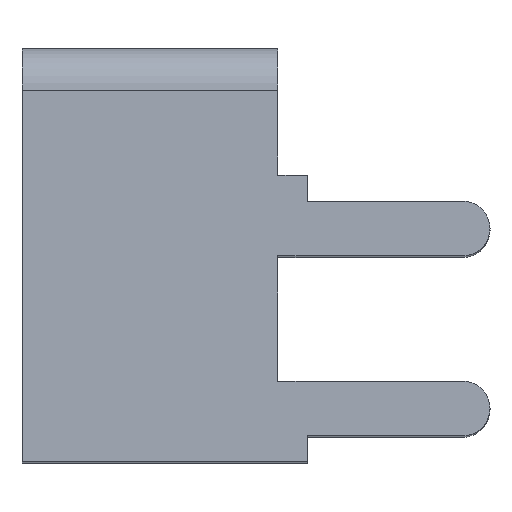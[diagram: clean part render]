
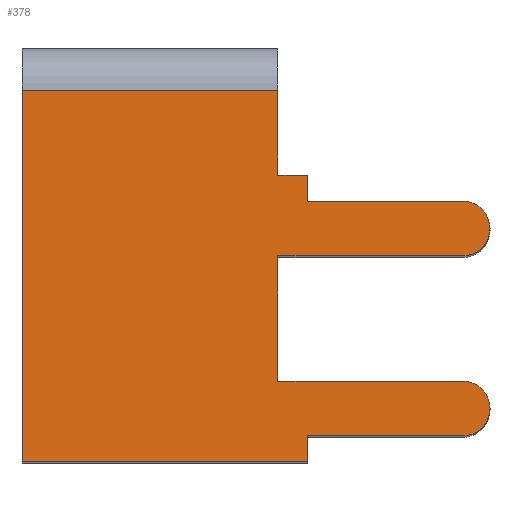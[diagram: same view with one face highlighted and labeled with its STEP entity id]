
A CAD part, left-side view. The second image highlights one B-rep face of the part: STEP entity #378.
In plain terms, the highlighted planar face has unit normal (-0.999, 0, 0.052).
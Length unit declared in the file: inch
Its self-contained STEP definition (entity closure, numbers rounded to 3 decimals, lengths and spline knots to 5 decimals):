
#240 = VERTEX_POINT ( 'NONE', #923 ) ;
#257 = VERTEX_POINT ( 'NONE', #1185 ) ;
#273 = EDGE_CURVE ( 'NONE', #274, #257, #1158, .T. ) ;
#274 = VERTEX_POINT ( 'NONE', #1151 ) ;
#303 = EDGE_CURVE ( 'NONE', #480, #240, #1139, .T. ) ;
#348 = VERTEX_POINT ( 'NONE', #1012 ) ;
#350 = EDGE_CURVE ( 'NONE', #240, #348, #1011, .T. ) ;
#351 = EDGE_LOOP ( 'NONE', ( #379, #380, #604, #599, #577, #520, #521, #524, #691, #522, #647, #699, #596, #408 ) ) ;
#378 = ADVANCED_FACE ( 'NONE', ( #1310 ), #1309, .T. ) ;
#379 = ORIENTED_EDGE ( 'NONE', *, *, #273, .F. ) ;
#380 = ORIENTED_EDGE ( 'NONE', *, *, #398, .F. ) ;
#390 = VERTEX_POINT ( 'NONE', #1259 ) ;
#392 = EDGE_CURVE ( 'NONE', #390, #393, #1258, .T. ) ;
#393 = VERTEX_POINT ( 'NONE', #1254 ) ;
#398 = EDGE_CURVE ( 'NONE', #480, #274, #1244, .T. ) ;
#408 = ORIENTED_EDGE ( 'NONE', *, *, #409, .F. ) ;
#409 = EDGE_CURVE ( 'NONE', #257, #598, #1222, .T. ) ;
#480 = VERTEX_POINT ( 'NONE', #1461 ) ;
#516 = VERTEX_POINT ( 'NONE', #1532 ) ;
#517 = EDGE_CURVE ( 'NONE', #578, #348, #1531, .T. ) ;
#520 = ORIENTED_EDGE ( 'NONE', *, *, #692, .F. ) ;
#521 = ORIENTED_EDGE ( 'NONE', *, *, #693, .F. ) ;
#522 = ORIENTED_EDGE ( 'NONE', *, *, #523, .F. ) ;
#523 = EDGE_CURVE ( 'NONE', #593, #390, #1521, .T. ) ;
#524 = ORIENTED_EDGE ( 'NONE', *, *, #645, .F. ) ;
#577 = ORIENTED_EDGE ( 'NONE', *, *, #517, .F. ) ;
#578 = VERTEX_POINT ( 'NONE', #1608 ) ;
#593 = VERTEX_POINT ( 'NONE', #1590 ) ;
#595 = VERTEX_POINT ( 'NONE', #1632 ) ;
#596 = ORIENTED_EDGE ( 'NONE', *, *, #597, .F. ) ;
#597 = EDGE_CURVE ( 'NONE', #598, #595, #1631, .T. ) ;
#598 = VERTEX_POINT ( 'NONE', #1627 ) ;
#599 = ORIENTED_EDGE ( 'NONE', *, *, #350, .T. ) ;
#604 = ORIENTED_EDGE ( 'NONE', *, *, #303, .T. ) ;
#608 = VERTEX_POINT ( 'NONE', #1396 ) ;
#645 = EDGE_CURVE ( 'NONE', #393, #516, #1909, .T. ) ;
#647 = ORIENTED_EDGE ( 'NONE', *, *, #698, .F. ) ;
#648 = VERTEX_POINT ( 'NONE', #1905 ) ;
#691 = ORIENTED_EDGE ( 'NONE', *, *, #392, .F. ) ;
#692 = EDGE_CURVE ( 'NONE', #608, #578, #1707, .T. ) ;
#693 = EDGE_CURVE ( 'NONE', #516, #608, #1700, .T. ) ;
#698 = EDGE_CURVE ( 'NONE', #648, #593, #1788, .T. ) ;
#699 = ORIENTED_EDGE ( 'NONE', *, *, #700, .F. ) ;
#700 = EDGE_CURVE ( 'NONE', #595, #648, #1784, .T. ) ;
#898 = CARTESIAN_POINT ( 'NONE',  ( -0.1853, 0.28, -0.452 ) ) ;
#900 = DIRECTION ( 'NONE',  ( 0., -1., 0. ) ) ;
#901 = VECTOR ( 'NONE', #900, 39.37008 ) ;
#923 = CARTESIAN_POINT ( 'NONE',  ( -0.1853, 0.28, -0.452 ) ) ;
#1011 = LINE ( 'NONE', #898, #901 ) ;
#1012 = CARTESIAN_POINT ( 'NONE',  ( -0.1853, -0.032, -0.452 ) ) ;
#1136 = DIRECTION ( 'NONE',  ( -0.052, 0., -0.999 ) ) ;
#1137 = VECTOR ( 'NONE', #1136, 39.37008 ) ;
#1138 = CARTESIAN_POINT ( 'NONE',  ( -0.164, 0.28, -0.04549 ) ) ;
#1139 = LINE ( 'NONE', #1138, #1137 ) ;
#1151 = CARTESIAN_POINT ( 'NONE',  ( -0.164, 0., -0.04549 ) ) ;
#1152 = DIRECTION ( 'NONE',  ( -0.052, 0., -0.999 ) ) ;
#1153 = VECTOR ( 'NONE', #1152, 39.37008 ) ;
#1154 = CARTESIAN_POINT ( 'NONE',  ( -0.164, 0., -0.04549 ) ) ;
#1158 = LINE ( 'NONE', #1154, #1153 ) ;
#1185 = CARTESIAN_POINT ( 'NONE',  ( -0.16887, 0., -0.13845 ) ) ;
#1219 = DIRECTION ( 'NONE',  ( 0., -1., 0. ) ) ;
#1220 = VECTOR ( 'NONE', #1219, 39.37008 ) ;
#1221 = CARTESIAN_POINT ( 'NONE',  ( -0.16887, 0., -0.13845 ) ) ;
#1222 = LINE ( 'NONE', #1221, #1220 ) ;
#1241 = DIRECTION ( 'NONE',  ( 0., -1., 0. ) ) ;
#1242 = VECTOR ( 'NONE', #1241, 39.37008 ) ;
#1243 = CARTESIAN_POINT ( 'NONE',  ( -0.164, 0.28, -0.04549 ) ) ;
#1244 = LINE ( 'NONE', #1243, #1242 ) ;
#1254 = CARTESIAN_POINT ( 'NONE',  ( -0.18067, 0., -0.36363 ) ) ;
#1255 = DIRECTION ( 'NONE',  ( -0.052, 0., -0.999 ) ) ;
#1256 = VECTOR ( 'NONE', #1255, 39.37008 ) ;
#1257 = CARTESIAN_POINT ( 'NONE',  ( -0.164, 0., -0.04549 ) ) ;
#1258 = LINE ( 'NONE', #1257, #1256 ) ;
#1259 = CARTESIAN_POINT ( 'NONE',  ( -0.1735, 0., -0.22682 ) ) ;
#1305 = DIRECTION ( 'NONE',  ( 0.052, 0., 0.999 ) ) ;
#1306 = DIRECTION ( 'NONE',  ( -0.999, 0., 0.052 ) ) ;
#1307 = AXIS2_PLACEMENT_3D ( 'NONE', #1308, #1306, #1305 ) ;
#1308 = CARTESIAN_POINT ( 'NONE',  ( -0.164, 0.28, -0.04549 ) ) ;
#1309 = PLANE ( 'NONE',  #1307 ) ;
#1310 = FACE_OUTER_BOUND ( 'NONE', #351, .T. ) ;
#1396 = CARTESIAN_POINT ( 'NONE',  ( -0.18381, -0.202, -0.42355 ) ) ;
#1461 = CARTESIAN_POINT ( 'NONE',  ( -0.164, 0.28, -0.04549 ) ) ;
#1518 = DIRECTION ( 'NONE',  ( 0., 1., 0. ) ) ;
#1519 = VECTOR ( 'NONE', #1518, 39.37008 ) ;
#1520 = CARTESIAN_POINT ( 'NONE',  ( -0.1735, -0.202, -0.22682 ) ) ;
#1521 = LINE ( 'NONE', #1520, #1519 ) ;
#1528 = DIRECTION ( 'NONE',  ( -0.052, 0., -0.999 ) ) ;
#1529 = VECTOR ( 'NONE', #1528, 39.37008 ) ;
#1530 = CARTESIAN_POINT ( 'NONE',  ( -0.1853, -0.032, -0.452 ) ) ;
#1531 = LINE ( 'NONE', #1530, #1529 ) ;
#1532 = CARTESIAN_POINT ( 'NONE',  ( -0.18067, -0.202, -0.36363 ) ) ;
#1590 = CARTESIAN_POINT ( 'NONE',  ( -0.1735, -0.202, -0.22682 ) ) ;
#1608 = CARTESIAN_POINT ( 'NONE',  ( -0.18381, -0.032, -0.42355 ) ) ;
#1627 = CARTESIAN_POINT ( 'NONE',  ( -0.16887, -0.032, -0.13845 ) ) ;
#1628 = DIRECTION ( 'NONE',  ( -0.052, 0., -0.999 ) ) ;
#1629 = VECTOR ( 'NONE', #1628, 39.37008 ) ;
#1630 = CARTESIAN_POINT ( 'NONE',  ( -0.16887, -0.032, -0.13845 ) ) ;
#1631 = LINE ( 'NONE', #1630, #1629 ) ;
#1632 = CARTESIAN_POINT ( 'NONE',  ( -0.17036, -0.032, -0.1669 ) ) ;
#1699 = AXIS2_PLACEMENT_3D ( 'NONE', #1799, #1798, #1797 ) ;
#1700 = CIRCLE ( 'NONE', #1699, 0.03 ) ;
#1701 = DIRECTION ( 'NONE',  ( 0., 1., 0. ) ) ;
#1702 = VECTOR ( 'NONE', #1701, 39.37008 ) ;
#1703 = CARTESIAN_POINT ( 'NONE',  ( -0.18381, -0.032, -0.42355 ) ) ;
#1707 = LINE ( 'NONE', #1703, #1702 ) ;
#1781 = DIRECTION ( 'NONE',  ( 0., -1., 0. ) ) ;
#1782 = VECTOR ( 'NONE', #1781, 39.37008 ) ;
#1783 = CARTESIAN_POINT ( 'NONE',  ( -0.17036, -0.032, -0.1669 ) ) ;
#1784 = LINE ( 'NONE', #1783, #1782 ) ;
#1785 = DIRECTION ( 'NONE',  ( 0.052, 0., 0.999 ) ) ;
#1786 = DIRECTION ( 'NONE',  ( 0.999, 0., -0.052 ) ) ;
#1787 = AXIS2_PLACEMENT_3D ( 'NONE', #1792, #1786, #1785 ) ;
#1788 = CIRCLE ( 'NONE', #1787, 0.03 ) ;
#1792 = CARTESIAN_POINT ( 'NONE',  ( -0.17193, -0.202, -0.19686 ) ) ;
#1797 = DIRECTION ( 'NONE',  ( -0.052, 0., -0.999 ) ) ;
#1798 = DIRECTION ( 'NONE',  ( 0.999, 0., -0.052 ) ) ;
#1799 = CARTESIAN_POINT ( 'NONE',  ( -0.18224, -0.202, -0.39359 ) ) ;
#1905 = CARTESIAN_POINT ( 'NONE',  ( -0.17036, -0.202, -0.1669 ) ) ;
#1906 = DIRECTION ( 'NONE',  ( 0., -1., 0. ) ) ;
#1907 = VECTOR ( 'NONE', #1906, 39.37008 ) ;
#1908 = CARTESIAN_POINT ( 'NONE',  ( -0.18067, -0.202, -0.36363 ) ) ;
#1909 = LINE ( 'NONE', #1908, #1907 ) ;
